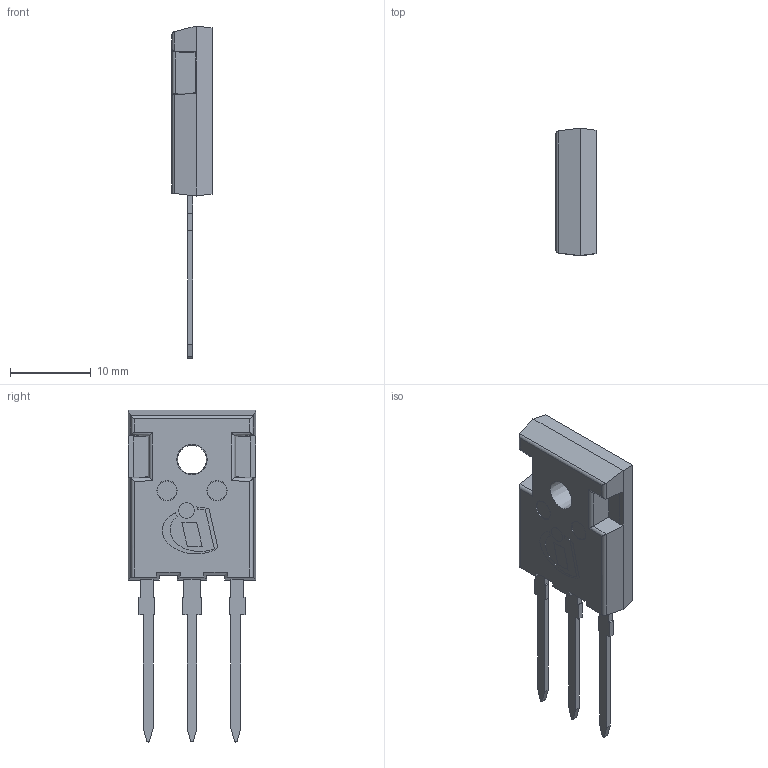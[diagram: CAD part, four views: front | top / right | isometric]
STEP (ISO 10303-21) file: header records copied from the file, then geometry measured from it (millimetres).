
FILE_DESCRIPTION(/* description */ (''),/* implementation_level */ '2;1');
FILE_NAME(/* name */ 'PG-TO247-3-67_Z8B00203811_V02_3D.stp',/* time_stamp */ '2024-03-18T18:41:39+05:00',/* author */ ('sivamani'),/* organization */ (''),/* preprocessor_version */ 'ST-DEVELOPER v16.13',/* originating_system */ 'AutoCAD Mechanical',/* authorisation */ '');
FILE_SCHEMA (('AUTOMOTIVE_DESIGN { 1 0 10303 214 3 1 1 }'));
Length unit declared in the file: millimetre
Products named in the file (1): Product
Bounding box: 5.01 x 15.8 x 41.2 mm (x, y, z)
Volume: 1865.4 mm3; surface area: 1850.8 mm2
Topology: 8 solids, 8 shells, 155 faces, 390 edges, 253 vertices
Faces by surface type: plane 112, cylinder 40, torus 2, cone 1
Full cylindrical faces by diameter (mm): 1.918 x1, 2.5 x2, 7.2 x1
Entity records: 4609 total; most frequent: CARTESIAN_POINT 792, DIRECTION 775, ORIENTED_EDGE 766, EDGE_CURVE 383, LINE 303, VECTOR 303, VERTEX_POINT 253, AXIS2_PLACEMENT_3D 236
